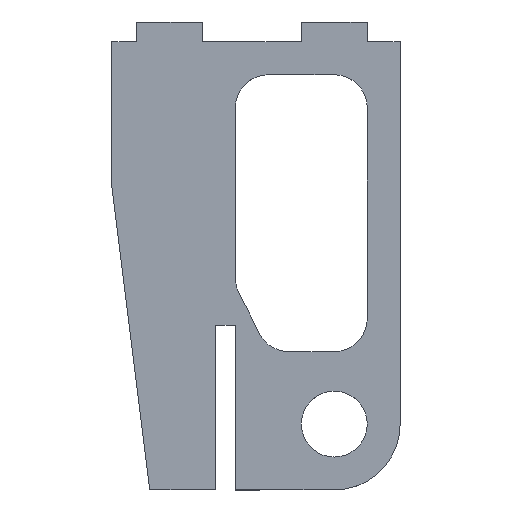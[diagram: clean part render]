
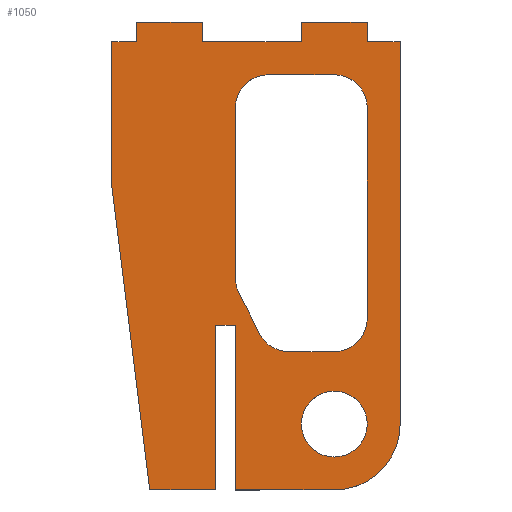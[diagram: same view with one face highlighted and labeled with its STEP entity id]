
A CAD part, top view. The second image highlights one B-rep face of the part: STEP entity #1050.
In plain terms, the highlighted planar face has unit normal (0, 0, 1).
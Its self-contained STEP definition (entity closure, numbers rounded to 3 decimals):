
#73=CARTESIAN_POINT('',(33.75,-5.,3.0));
#74=VERTEX_POINT('',#73);
#75=CARTESIAN_POINT('',(38.75,-10.,3.0));
#76=VERTEX_POINT('',#75);
#77=CARTESIAN_POINT('',(33.75,-10.,3.0));
#78=DIRECTION('',(0.0,0.0,-1.0));
#79=DIRECTION('',(-1.0,0.0,0.0));
#80=AXIS2_PLACEMENT_3D('',#77,#78,#79);
#81=CIRCLE('',#80,5.0);
#82=EDGE_CURVE('',#74,#76,#81,.T.);
#115=CARTESIAN_POINT('',(38.75,-42.,3.0));
#116=VERTEX_POINT('',#115);
#117=CARTESIAN_POINT('',(38.75,-10.,3.0));
#118=DIRECTION('',(0.0,-1.0,0.0));
#119=VECTOR('',#118,32.);
#120=LINE('',#117,#119);
#121=EDGE_CURVE('',#76,#116,#120,.T.);
#146=CARTESIAN_POINT('',(33.75,-47.,3.0));
#147=VERTEX_POINT('',#146);
#148=CARTESIAN_POINT('',(33.75,-42.,3.0));
#149=DIRECTION('',(0.0,0.0,-1.0));
#150=DIRECTION('',(0.0,1.0,0.0));
#151=AXIS2_PLACEMENT_3D('',#148,#149,#150);
#152=CIRCLE('',#151,5.);
#153=EDGE_CURVE('',#116,#147,#152,.T.);
#179=CARTESIAN_POINT('',(26.84,-47.0,3.0));
#180=VERTEX_POINT('',#179);
#181=CARTESIAN_POINT('',(33.75,-47.,3.0));
#182=DIRECTION('',(-1.0,0.0,0.0));
#183=VECTOR('',#182,6.91);
#184=LINE('',#181,#183);
#185=EDGE_CURVE('',#147,#180,#184,.T.);
#210=CARTESIAN_POINT('',(22.368,-44.236,3.0));
#211=VERTEX_POINT('',#210);
#212=CARTESIAN_POINT('',(26.84,-42.,3.0));
#213=DIRECTION('',(0.0,0.0,-1.0));
#214=DIRECTION('',(0.894,0.447,0.0));
#215=AXIS2_PLACEMENT_3D('',#212,#213,#214);
#216=CIRCLE('',#215,5.);
#217=EDGE_CURVE('',#180,#211,#216,.T.);
#243=CARTESIAN_POINT('',(19.278,-38.056,3.0));
#244=VERTEX_POINT('',#243);
#245=CARTESIAN_POINT('',(22.368,-44.236,3.0));
#246=DIRECTION('',(-0.447,0.894,0.0));
#247=VECTOR('',#246,6.91);
#248=LINE('',#245,#247);
#249=EDGE_CURVE('',#211,#244,#248,.T.);
#274=CARTESIAN_POINT('',(18.75,-35.82,3.0));
#275=VERTEX_POINT('',#274);
#276=CARTESIAN_POINT('',(23.75,-35.82,3.0));
#277=DIRECTION('',(0.0,0.0,-1.0));
#278=DIRECTION('',(1.0,0.0,0.0));
#279=AXIS2_PLACEMENT_3D('',#276,#277,#278);
#280=CIRCLE('',#279,5.);
#281=EDGE_CURVE('',#244,#275,#280,.T.);
#307=CARTESIAN_POINT('',(18.75,-10.,3.0));
#308=VERTEX_POINT('',#307);
#309=CARTESIAN_POINT('',(18.75,-35.82,3.0));
#310=DIRECTION('',(0.0,1.0,0.0));
#311=VECTOR('',#310,25.82);
#312=LINE('',#309,#311);
#313=EDGE_CURVE('',#275,#308,#312,.T.);
#338=CARTESIAN_POINT('',(23.75,-5.,3.0));
#339=VERTEX_POINT('',#338);
#340=CARTESIAN_POINT('',(23.75,-10.,3.0));
#341=DIRECTION('',(0.0,0.0,-1.0));
#342=DIRECTION('',(0.0,-1.0,0.0));
#343=AXIS2_PLACEMENT_3D('',#340,#341,#342);
#344=CIRCLE('',#343,5.);
#345=EDGE_CURVE('',#308,#339,#344,.T.);
#371=CARTESIAN_POINT('',(23.75,-5.,3.0));
#372=DIRECTION('',(1.0,0.0,0.0));
#373=VECTOR('',#372,10.);
#374=LINE('',#371,#373);
#375=EDGE_CURVE('',#339,#74,#374,.T.);
#393=CARTESIAN_POINT('',(38.75,-58.,3.0));
#394=VERTEX_POINT('',#393);
#395=CARTESIAN_POINT('',(33.75,-58.,3.0));
#396=DIRECTION('',(0.0,0.0,-1.0));
#397=DIRECTION('',(-1.0,0.0,0.0));
#398=AXIS2_PLACEMENT_3D('',#395,#396,#397);
#399=CIRCLE('',#398,5.0);
#400=EDGE_CURVE('',#394,#394,#399,.T.);
#421=CARTESIAN_POINT('',(3.75,0.,3.0));
#422=VERTEX_POINT('',#421);
#423=CARTESIAN_POINT('',(3.75,3.,3.0));
#424=VERTEX_POINT('',#423);
#425=CARTESIAN_POINT('',(3.75,0.,3.0));
#426=DIRECTION('',(0.0,1.0,0.0));
#427=VECTOR('',#426,3.0);
#428=LINE('',#425,#427);
#429=EDGE_CURVE('',#422,#424,#428,.T.);
#461=CARTESIAN_POINT('',(13.75,3.,3.0));
#462=VERTEX_POINT('',#461);
#463=CARTESIAN_POINT('',(3.75,3.,3.0));
#464=DIRECTION('',(1.0,0.0,0.0));
#465=VECTOR('',#464,10.0);
#466=LINE('',#463,#465);
#467=EDGE_CURVE('',#424,#462,#466,.T.);
#492=CARTESIAN_POINT('',(13.75,0.,3.0));
#493=VERTEX_POINT('',#492);
#494=CARTESIAN_POINT('',(13.75,3.,3.0));
#495=DIRECTION('',(0.0,-1.0,0.0));
#496=VECTOR('',#495,3.);
#497=LINE('',#494,#496);
#498=EDGE_CURVE('',#462,#493,#497,.T.);
#523=CARTESIAN_POINT('',(28.75,0.,3.0));
#524=VERTEX_POINT('',#523);
#525=CARTESIAN_POINT('',(13.75,0.,3.0));
#526=DIRECTION('',(1.0,0.0,0.0));
#527=VECTOR('',#526,15.0);
#528=LINE('',#525,#527);
#529=EDGE_CURVE('',#493,#524,#528,.T.);
#554=CARTESIAN_POINT('',(28.75,3.,3.0));
#555=VERTEX_POINT('',#554);
#556=CARTESIAN_POINT('',(28.75,0.,3.0));
#557=DIRECTION('',(0.0,1.0,0.0));
#558=VECTOR('',#557,3.);
#559=LINE('',#556,#558);
#560=EDGE_CURVE('',#524,#555,#559,.T.);
#585=CARTESIAN_POINT('',(38.75,3.,3.0));
#586=VERTEX_POINT('',#585);
#587=CARTESIAN_POINT('',(28.75,3.,3.0));
#588=DIRECTION('',(1.0,0.0,0.0));
#589=VECTOR('',#588,10.);
#590=LINE('',#587,#589);
#591=EDGE_CURVE('',#555,#586,#590,.T.);
#616=CARTESIAN_POINT('',(38.75,0.,3.0));
#617=VERTEX_POINT('',#616);
#618=CARTESIAN_POINT('',(38.75,3.,3.0));
#619=DIRECTION('',(0.0,-1.0,0.0));
#620=VECTOR('',#619,3.);
#621=LINE('',#618,#620);
#622=EDGE_CURVE('',#586,#617,#621,.T.);
#647=CARTESIAN_POINT('',(43.75,0.,3.0));
#648=VERTEX_POINT('',#647);
#649=CARTESIAN_POINT('',(38.75,0.,3.0));
#650=DIRECTION('',(1.0,0.0,0.0));
#651=VECTOR('',#650,5.);
#652=LINE('',#649,#651);
#653=EDGE_CURVE('',#617,#648,#652,.T.);
#678=CARTESIAN_POINT('',(43.75,-58.0,3.0));
#679=VERTEX_POINT('',#678);
#680=CARTESIAN_POINT('',(43.75,0.,3.0));
#681=DIRECTION('',(0.0,-1.0,0.0));
#682=VECTOR('',#681,58.);
#683=LINE('',#680,#682);
#684=EDGE_CURVE('',#648,#679,#683,.T.);
#709=CARTESIAN_POINT('',(33.75,-68.0,3.0));
#710=VERTEX_POINT('',#709);
#711=CARTESIAN_POINT('',(33.75,-58.,3.0));
#712=DIRECTION('',(0.0,0.0,-1.0));
#713=DIRECTION('',(0.0,1.0,0.0));
#714=AXIS2_PLACEMENT_3D('',#711,#712,#713);
#715=CIRCLE('',#714,10.0);
#716=EDGE_CURVE('',#679,#710,#715,.T.);
#742=CARTESIAN_POINT('',(18.75,-68.,3.0));
#743=VERTEX_POINT('',#742);
#744=CARTESIAN_POINT('',(33.75,-68.0,3.0));
#745=DIRECTION('',(-1.0,0.0,0.0));
#746=VECTOR('',#745,15.0);
#747=LINE('',#744,#746);
#748=EDGE_CURVE('',#710,#743,#747,.T.);
#773=CARTESIAN_POINT('',(18.75,-43.0,3.0));
#774=VERTEX_POINT('',#773);
#775=CARTESIAN_POINT('',(18.75,-68.,3.0));
#776=DIRECTION('',(0.0,1.0,0.0));
#777=VECTOR('',#776,25.);
#778=LINE('',#775,#777);
#779=EDGE_CURVE('',#743,#774,#778,.T.);
#804=CARTESIAN_POINT('',(15.75,-43.,3.0));
#805=VERTEX_POINT('',#804);
#806=CARTESIAN_POINT('',(18.75,-43.0,3.0));
#807=DIRECTION('',(-1.0,0.0,0.0));
#808=VECTOR('',#807,3.);
#809=LINE('',#806,#808);
#810=EDGE_CURVE('',#774,#805,#809,.T.);
#835=CARTESIAN_POINT('',(15.75,-68.0,3.0));
#836=VERTEX_POINT('',#835);
#837=CARTESIAN_POINT('',(15.75,-43.,3.0));
#838=DIRECTION('',(0.0,-1.0,0.0));
#839=VECTOR('',#838,25.);
#840=LINE('',#837,#839);
#841=EDGE_CURVE('',#805,#836,#840,.T.);
#866=CARTESIAN_POINT('',(5.75,-68.0,3.0));
#867=VERTEX_POINT('',#866);
#868=CARTESIAN_POINT('',(15.75,-68.0,3.0));
#869=DIRECTION('',(-1.0,0.0,0.0));
#870=VECTOR('',#869,10.);
#871=LINE('',#868,#870);
#872=EDGE_CURVE('',#836,#867,#871,.T.);
#897=CARTESIAN_POINT('',(0.015,-22.124,3.0));
#898=VERTEX_POINT('',#897);
#899=CARTESIAN_POINT('',(5.75,-68.0,3.0));
#900=DIRECTION('',(-0.124,0.992,0.0));
#901=VECTOR('',#900,46.233);
#902=LINE('',#899,#901);
#903=EDGE_CURVE('',#867,#898,#902,.T.);
#928=CARTESIAN_POINT('',(0.,-21.875,3.0));
#929=VERTEX_POINT('',#928);
#930=CARTESIAN_POINT('',(2.,-21.875,3.0));
#931=DIRECTION('',(0.0,0.0,-1.0));
#932=DIRECTION('',(1.0,0.0,0.0));
#933=AXIS2_PLACEMENT_3D('',#930,#931,#932);
#934=CIRCLE('',#933,2.);
#935=EDGE_CURVE('',#898,#929,#934,.T.);
#961=CARTESIAN_POINT('',(0.0,0.0,3.0));
#962=VERTEX_POINT('',#961);
#963=CARTESIAN_POINT('',(0.,-21.875,3.0));
#964=DIRECTION('',(0.0,1.0,0.0));
#965=VECTOR('',#964,21.875);
#966=LINE('',#963,#965);
#967=EDGE_CURVE('',#929,#962,#966,.T.);
#992=CARTESIAN_POINT('',(0.0,0.0,3.0));
#993=DIRECTION('',(1.0,0.0,0.0));
#994=VECTOR('',#993,3.75);
#995=LINE('',#992,#994);
#996=EDGE_CURVE('',#962,#422,#995,.T.);
#1009=CARTESIAN_POINT('',(21.487,-34.607,3.0));
#1010=DIRECTION('',(0.0,0.0,1.0));
#1011=DIRECTION('',(1.0,0.0,0.0));
#1012=AXIS2_PLACEMENT_3D('',#1009,#1010,#1011);
#1013=PLANE('',#1012);
#1014=ORIENTED_EDGE('',*,*,#429,.F.);
#1015=ORIENTED_EDGE('',*,*,#996,.F.);
#1016=ORIENTED_EDGE('',*,*,#967,.F.);
#1017=ORIENTED_EDGE('',*,*,#935,.F.);
#1018=ORIENTED_EDGE('',*,*,#903,.F.);
#1019=ORIENTED_EDGE('',*,*,#872,.F.);
#1020=ORIENTED_EDGE('',*,*,#841,.F.);
#1021=ORIENTED_EDGE('',*,*,#810,.F.);
#1022=ORIENTED_EDGE('',*,*,#779,.F.);
#1023=ORIENTED_EDGE('',*,*,#748,.F.);
#1024=ORIENTED_EDGE('',*,*,#716,.F.);
#1025=ORIENTED_EDGE('',*,*,#684,.F.);
#1026=ORIENTED_EDGE('',*,*,#653,.F.);
#1027=ORIENTED_EDGE('',*,*,#622,.F.);
#1028=ORIENTED_EDGE('',*,*,#591,.F.);
#1029=ORIENTED_EDGE('',*,*,#560,.F.);
#1030=ORIENTED_EDGE('',*,*,#529,.F.);
#1031=ORIENTED_EDGE('',*,*,#498,.F.);
#1032=ORIENTED_EDGE('',*,*,#467,.F.);
#1033=EDGE_LOOP('',(#1014,#1015,#1016,#1017,#1018,#1019,#1020,#1021,#1022,#1023,#1024,#1025,#1026,#1027,#1028,#1029,#1030,#1031,#1032));
#1034=FACE_OUTER_BOUND('',#1033,.T.);
#1035=ORIENTED_EDGE('',*,*,#82,.T.);
#1036=ORIENTED_EDGE('',*,*,#121,.T.);
#1037=ORIENTED_EDGE('',*,*,#153,.T.);
#1038=ORIENTED_EDGE('',*,*,#185,.T.);
#1039=ORIENTED_EDGE('',*,*,#217,.T.);
#1040=ORIENTED_EDGE('',*,*,#249,.T.);
#1041=ORIENTED_EDGE('',*,*,#281,.T.);
#1042=ORIENTED_EDGE('',*,*,#313,.T.);
#1043=ORIENTED_EDGE('',*,*,#345,.T.);
#1044=ORIENTED_EDGE('',*,*,#375,.T.);
#1045=EDGE_LOOP('',(#1035,#1036,#1037,#1038,#1039,#1040,#1041,#1042,#1043,#1044));
#1046=FACE_BOUND('',#1045,.T.);
#1047=ORIENTED_EDGE('',*,*,#400,.T.);
#1048=EDGE_LOOP('',(#1047));
#1049=FACE_BOUND('',#1048,.T.);
#1050=ADVANCED_FACE('',(#1034,#1046,#1049),#1013,.T.);
